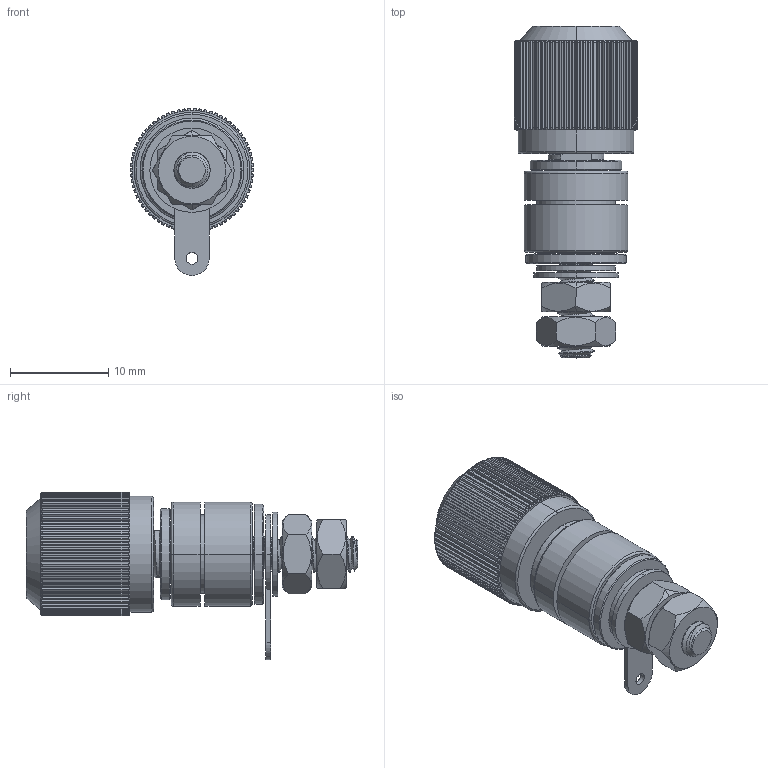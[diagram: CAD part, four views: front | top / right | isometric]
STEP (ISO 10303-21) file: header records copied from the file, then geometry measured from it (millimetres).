
FILE_DESCRIPTION (( 'STEP AP214' ), '1' );
FILE_NAME ('BS 4mm Black.STEP', '2017-04-25T08:57:14', ( 'M.B.I.' ), ( '' ), 'SwSTEP 2.0', 'SolidWorks 2015', '' );
FILE_SCHEMA (( 'AUTOMOTIVE_DESIGN' ));
Length unit declared in the file: millimetre
Products named in the file (1): BS 4mm Black
Bounding box: 12.6 x 33.85 x 17.05 mm (x, y, z)
Volume: 2256.7 mm3; surface area: 3866.3 mm2
Topology: 10 solids, 10 shells, 803 faces, 2159 edges, 1381 vertices
Faces by surface type: cylinder 337, plane 273, torus 152, cone 31, bspline 10
Entity records: 33900 total; most frequent: CARTESIAN_POINT 15057, ORIENTED_EDGE 4314, DIRECTION 3552, EDGE_CURVE 2157, AXIS2_PLACEMENT_3D 1399, VERTEX_POINT 1381, EDGE_LOOP 830, FACE_OUTER_BOUND 803
